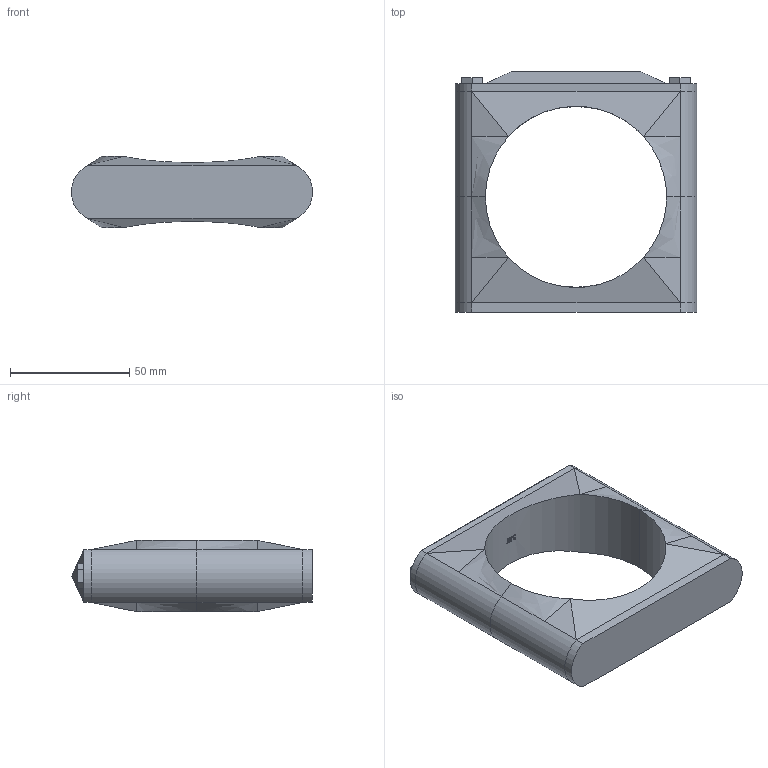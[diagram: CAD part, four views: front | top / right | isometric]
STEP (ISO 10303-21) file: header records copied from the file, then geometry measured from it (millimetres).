
FILE_DESCRIPTION (( 'STEP AP214' ), '1' );
FILE_NAME ('CSDW3.0TXXXSA.STEP', '2019-02-15T16:10:21', ( '' ), ( '' ), 'SwSTEP 2.0', 'SolidWorks 2013', '' );
FILE_SCHEMA (( 'AUTOMOTIVE_DESIGN' ));
Length unit declared in the file: millimetre
Products named in the file (1): CSDW3.0TXXXSA
Bounding box: 101.26 x 100.99 x 29.85 mm (x, y, z)
Surface area: 24650.8 mm2 (no closed solid volume)
Topology: 0 solids, 4 shells, 109 faces, 356 edges, 238 vertices
Faces by surface type: plane 46, bspline 44, cylinder 19
Entity records: 10645 total; most frequent: CARTESIAN_POINT 6864, ORIENTED_EDGE 574, EDGE_CURVE 356, DIRECTION 338, VERTEX_POINT 238, B_SPLINE_CURVE_WITH_KNOTS 186, LINE 126, VECTOR 126
